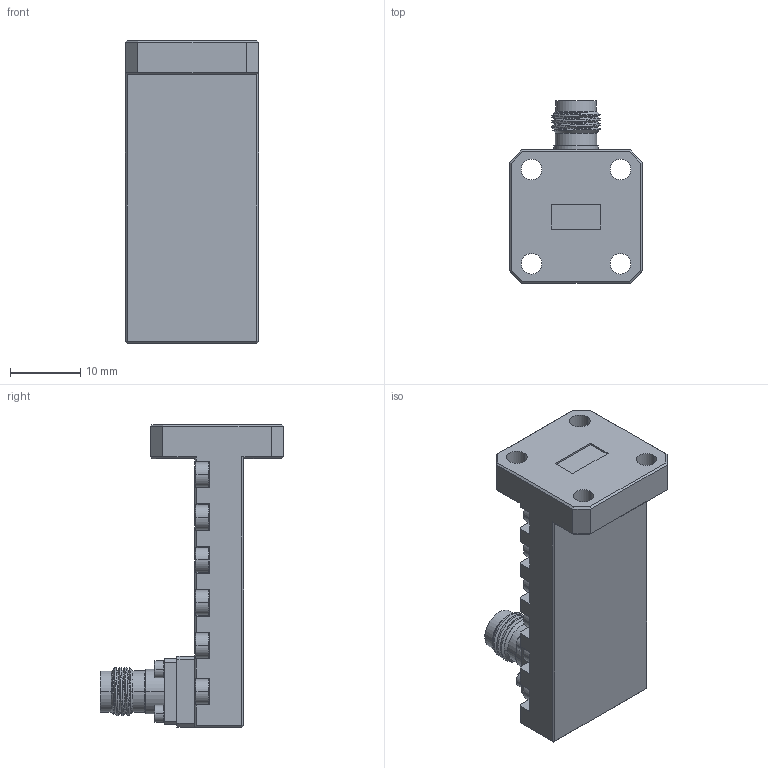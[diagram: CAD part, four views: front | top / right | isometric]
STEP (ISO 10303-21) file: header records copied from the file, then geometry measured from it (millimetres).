
FILE_DESCRIPTION (( 'STEP AP203' ), '1' );
FILE_NAME ('SWC-2434831805-282F-R1 Rev. 1.1.STEP', '2023-06-30T22:50:17', ( '' ), ( '' ), 'SwSTEP 2.0', 'SolidWorks 2021', '' );
FILE_SCHEMA (( 'CONFIG_CONTROL_DESIGN' ));
Length unit declared in the file: inch
Products named in the file (1): SWC-2434831805-282F-R1 Rev. 1.1
Bounding box: 19.05 x 26.16 x 43.18 mm (x, y, z)
Volume: 7215.1 mm3; surface area: 4640.3 mm2
Topology: 18 solids, 18 shells, 584 faces, 1240 edges, 728 vertices
Faces by surface type: plane 285, cone 183, cylinder 112, torus 2, bspline 2
Entity records: 16478 total; most frequent: CARTESIAN_POINT 3958, DIRECTION 2650, ORIENTED_EDGE 2480, EDGE_CURVE 1240, AXIS2_PLACEMENT_3D 977, VERTEX_POINT 728, VECTOR 696, LINE 696
